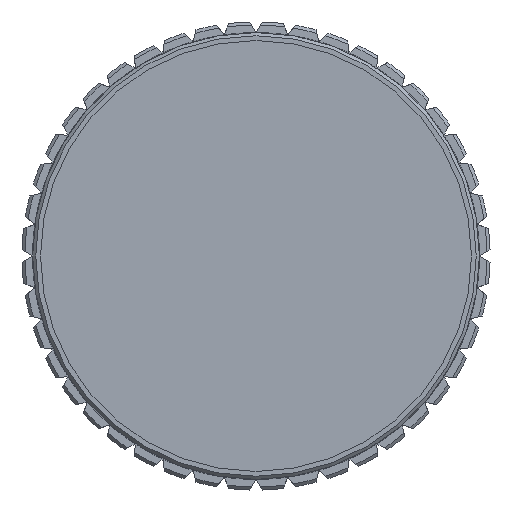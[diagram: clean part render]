
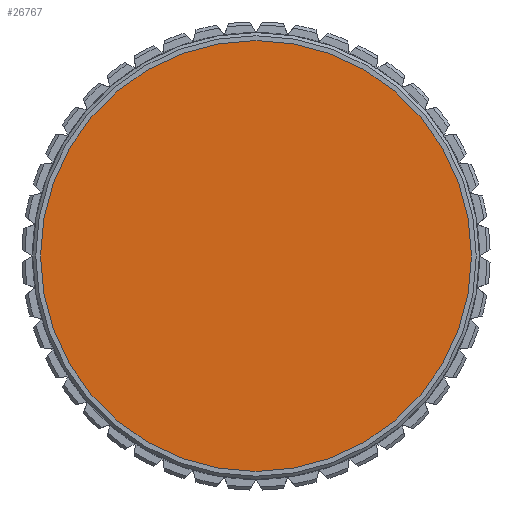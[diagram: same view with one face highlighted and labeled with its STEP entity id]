
A CAD part, left-side view. The second image highlights one B-rep face of the part: STEP entity #26767.
In plain terms, the highlighted planar face has unit normal (-1, 0, 0).
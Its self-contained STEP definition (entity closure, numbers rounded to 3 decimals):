
#2618=PLANE($,#29753);
#4324=FACE_OUTER_BOUND($,#6048,.T.);
#6048=EDGE_LOOP($,(#24750));
#7308=CIRCLE($,#29640,20.25);
#12692=VERTEX_POINT($,#47315);
#16611=EDGE_CURVE($,#12692,#12692,#7308,.T.);
#24750=ORIENTED_EDGE($,*,*,#16611,.F.);
#26767=ADVANCED_FACE($,(#4324),#2618,.T.);
#29640=AXIS2_PLACEMENT_3D($,#47316,#36972,#36973);
#29753=AXIS2_PLACEMENT_3D($,#47671,#37263,#37264);
#36972=DIRECTION('center_axis',(1.,0.,0.));
#36973=DIRECTION('ref_axis',(0.,0.,-1.));
#37263=DIRECTION('center_axis',(-1.,0.,0.));
#37264=DIRECTION('ref_axis',(0.,1.,0.));
#47315=CARTESIAN_POINT('',(3.,0.,20.25));
#47316=CARTESIAN_POINT('Origin',(3.,0.,0.));
#47671=CARTESIAN_POINT('Origin',(3.,-20.781,20.75));
